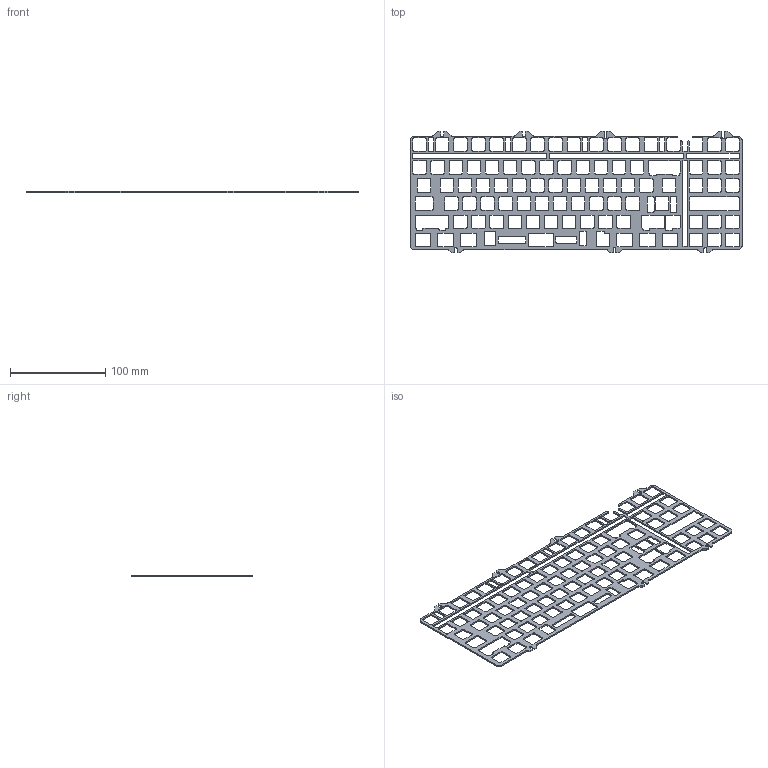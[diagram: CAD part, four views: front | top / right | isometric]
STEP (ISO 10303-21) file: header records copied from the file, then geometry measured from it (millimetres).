
FILE_DESCRIPTION(/* description */ (''),/* implementation_level */ '2;1');
FILE_NAME(/* name */ 'F13 Plate v16.step',/* time_stamp */ '2024-09-03T17:54:12-04:00',/* author */ (''),/* organization */ (''),/* preprocessor_version */ 'ST-DEVELOPER v20',/* originating_system */ 'Autodesk Translation Framework v13.14.0.145',/* authorisation */ '');
FILE_SCHEMA (('AUTOMOTIVE_DESIGN { 1 0 10303 214 3 1 1 }'));
Length unit declared in the file: millimetre
Products named in the file (1): F13 Plate v16
Bounding box: 348.66 x 127.96 x 1.5 mm (x, y, z)
Volume: 27151.3 mm3; surface area: 47716.2 mm2
Topology: 1 solids, 1 shells, 1020 faces, 3054 edges, 2036 vertices
Faces by surface type: plane 519, cylinder 501
Entity records: 35076 total; most frequent: CARTESIAN_POINT 6111, ORIENTED_EDGE 6108, DIRECTION 6098, EDGE_CURVE 3054, LINE 2052, VECTOR 2052, VERTEX_POINT 2036, AXIS2_PLACEMENT_3D 2023
